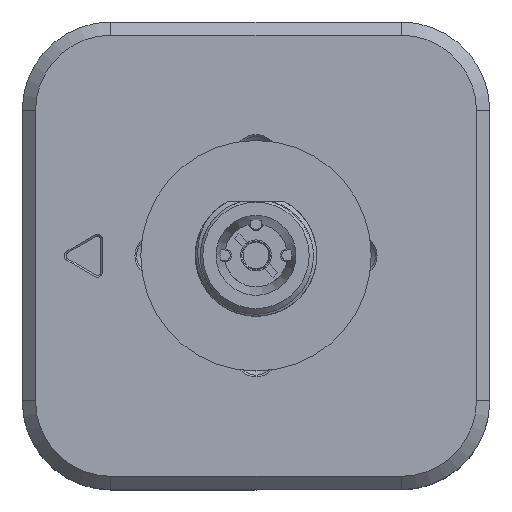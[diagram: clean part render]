
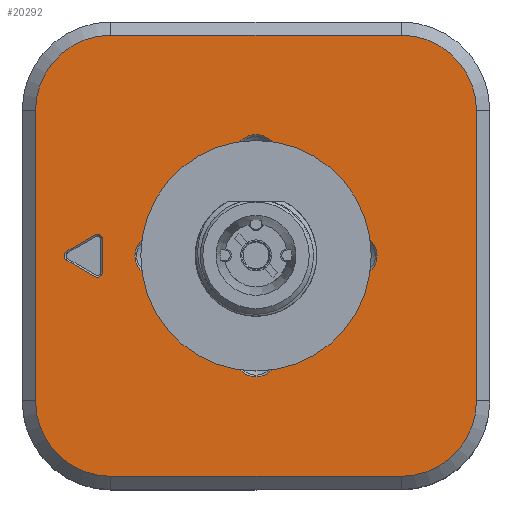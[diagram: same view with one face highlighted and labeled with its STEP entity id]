
A CAD part, top view. The second image highlights one B-rep face of the part: STEP entity #20292.
In plain terms, the highlighted planar face has unit normal (0, 0, 1).
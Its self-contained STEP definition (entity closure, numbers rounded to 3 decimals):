
#742=FACE_BOUND('',#7041,.T.);
#743=FACE_BOUND('',#7042,.T.);
#744=FACE_BOUND('',#7043,.T.);
#745=FACE_BOUND('',#7044,.T.);
#746=FACE_BOUND('',#7045,.T.);
#747=FACE_BOUND('',#7046,.T.);
#1512=LINE('',#28535,#3432);
#1513=LINE('',#28539,#3433);
#1514=LINE('',#28543,#3434);
#1515=LINE('',#28547,#3435);
#1516=LINE('',#28555,#3436);
#1517=LINE('',#28559,#3437);
#1518=LINE('',#28563,#3438);
#3432=VECTOR('',#23330,10.);
#3433=VECTOR('',#23333,10.);
#3434=VECTOR('',#23336,10.);
#3435=VECTOR('',#23339,10.);
#3436=VECTOR('',#23346,10.);
#3437=VECTOR('',#23349,10.);
#3438=VECTOR('',#23352,10.);
#5261=PLANE('',#21603);
#5852=FACE_OUTER_BOUND('',#7040,.T.);
#7040=EDGE_LOOP('',(#14188,#14189,#14190,#14191,#14192,#14193,#14194,#14195));
#7041=EDGE_LOOP('',(#14196));
#7042=EDGE_LOOP('',(#14197));
#7043=EDGE_LOOP('',(#14198,#14199,#14200,#14201,#14202,#14203));
#7044=EDGE_LOOP('',(#14204));
#7045=EDGE_LOOP('',(#14205));
#7046=EDGE_LOOP('',(#14206));
#8329=CIRCLE('',#21601,4.825);
#8331=CIRCLE('',#21604,17.);
#8332=CIRCLE('',#21605,17.);
#8333=CIRCLE('',#21606,17.);
#8334=CIRCLE('',#21607,17.);
#8335=CIRCLE('',#21608,4.825);
#8336=CIRCLE('',#21609,4.825);
#8337=CIRCLE('',#21610,1.2);
#8338=CIRCLE('',#21611,1.2);
#8339=CIRCLE('',#21612,1.2);
#8340=CIRCLE('',#21613,9.5);
#8341=CIRCLE('',#21614,4.825);
#8986=VERTEX_POINT('',#28527);
#8988=VERTEX_POINT('',#28533);
#8989=VERTEX_POINT('',#28534);
#8990=VERTEX_POINT('',#28536);
#8991=VERTEX_POINT('',#28538);
#8992=VERTEX_POINT('',#28540);
#8993=VERTEX_POINT('',#28542);
#8994=VERTEX_POINT('',#28544);
#8995=VERTEX_POINT('',#28546);
#8996=VERTEX_POINT('',#28549);
#8997=VERTEX_POINT('',#28551);
#8998=VERTEX_POINT('',#28553);
#8999=VERTEX_POINT('',#28554);
#9000=VERTEX_POINT('',#28556);
#9001=VERTEX_POINT('',#28558);
#9002=VERTEX_POINT('',#28560);
#9003=VERTEX_POINT('',#28562);
#9004=VERTEX_POINT('',#28565);
#9005=VERTEX_POINT('',#28567);
#11015=EDGE_CURVE('',#8986,#8986,#8329,.T.);
#11018=EDGE_CURVE('',#8988,#8989,#1512,.T.);
#11019=EDGE_CURVE('',#8990,#8988,#8331,.T.);
#11020=EDGE_CURVE('',#8991,#8990,#1513,.T.);
#11021=EDGE_CURVE('',#8992,#8991,#8332,.T.);
#11022=EDGE_CURVE('',#8993,#8992,#1514,.T.);
#11023=EDGE_CURVE('',#8994,#8993,#8333,.T.);
#11024=EDGE_CURVE('',#8995,#8994,#1515,.T.);
#11025=EDGE_CURVE('',#8989,#8995,#8334,.T.);
#11026=EDGE_CURVE('',#8996,#8996,#8335,.T.);
#11027=EDGE_CURVE('',#8997,#8997,#8336,.T.);
#11028=EDGE_CURVE('',#8998,#8999,#1516,.T.);
#11029=EDGE_CURVE('',#9000,#8998,#8337,.T.);
#11030=EDGE_CURVE('',#9001,#9000,#1517,.T.);
#11031=EDGE_CURVE('',#9002,#9001,#8338,.T.);
#11032=EDGE_CURVE('',#9003,#9002,#1518,.T.);
#11033=EDGE_CURVE('',#8999,#9003,#8339,.T.);
#11034=EDGE_CURVE('',#9004,#9004,#8340,.T.);
#11035=EDGE_CURVE('',#9005,#9005,#8341,.T.);
#14188=ORIENTED_EDGE('',*,*,#11018,.F.);
#14189=ORIENTED_EDGE('',*,*,#11019,.F.);
#14190=ORIENTED_EDGE('',*,*,#11020,.F.);
#14191=ORIENTED_EDGE('',*,*,#11021,.F.);
#14192=ORIENTED_EDGE('',*,*,#11022,.F.);
#14193=ORIENTED_EDGE('',*,*,#11023,.F.);
#14194=ORIENTED_EDGE('',*,*,#11024,.F.);
#14195=ORIENTED_EDGE('',*,*,#11025,.F.);
#14196=ORIENTED_EDGE('',*,*,#11026,.F.);
#14197=ORIENTED_EDGE('',*,*,#11027,.F.);
#14198=ORIENTED_EDGE('',*,*,#11028,.F.);
#14199=ORIENTED_EDGE('',*,*,#11029,.F.);
#14200=ORIENTED_EDGE('',*,*,#11030,.F.);
#14201=ORIENTED_EDGE('',*,*,#11031,.F.);
#14202=ORIENTED_EDGE('',*,*,#11032,.F.);
#14203=ORIENTED_EDGE('',*,*,#11033,.F.);
#14204=ORIENTED_EDGE('',*,*,#11034,.T.);
#14205=ORIENTED_EDGE('',*,*,#11035,.F.);
#14206=ORIENTED_EDGE('',*,*,#11015,.F.);
#20292=ADVANCED_FACE('',(#5852,#742,#743,#744,#745,#746,#747),#5261,.T.);
#21601=AXIS2_PLACEMENT_3D('',#28528,#23323,#23324);
#21603=AXIS2_PLACEMENT_3D('',#28532,#23328,#23329);
#21604=AXIS2_PLACEMENT_3D('',#28537,#23331,#23332);
#21605=AXIS2_PLACEMENT_3D('',#28541,#23334,#23335);
#21606=AXIS2_PLACEMENT_3D('',#28545,#23337,#23338);
#21607=AXIS2_PLACEMENT_3D('',#28548,#23340,#23341);
#21608=AXIS2_PLACEMENT_3D('',#28550,#23342,#23343);
#21609=AXIS2_PLACEMENT_3D('',#28552,#23344,#23345);
#21610=AXIS2_PLACEMENT_3D('',#28557,#23347,#23348);
#21611=AXIS2_PLACEMENT_3D('',#28561,#23350,#23351);
#21612=AXIS2_PLACEMENT_3D('',#28564,#23353,#23354);
#21613=AXIS2_PLACEMENT_3D('',#28566,#23355,#23356);
#21614=AXIS2_PLACEMENT_3D('',#28568,#23357,#23358);
#23323=DIRECTION('center_axis',(0.,0.,1.));
#23324=DIRECTION('ref_axis',(-1.,0.,0.));
#23328=DIRECTION('center_axis',(0.,0.,1.));
#23329=DIRECTION('ref_axis',(-1.,0.,0.));
#23330=DIRECTION('',(1.,0.,0.));
#23331=DIRECTION('center_axis',(0.,0.,-1.));
#23332=DIRECTION('ref_axis',(0.,1.,0.));
#23333=DIRECTION('',(0.,1.,0.));
#23334=DIRECTION('center_axis',(0.,0.,-1.));
#23335=DIRECTION('ref_axis',(-1.,0.,0.));
#23336=DIRECTION('',(-1.,0.,0.));
#23337=DIRECTION('center_axis',(0.,0.,-1.));
#23338=DIRECTION('ref_axis',(0.,-1.,0.));
#23339=DIRECTION('',(0.,-1.,0.));
#23340=DIRECTION('center_axis',(0.,0.,-1.));
#23341=DIRECTION('ref_axis',(1.,0.,0.));
#23342=DIRECTION('center_axis',(0.,0.,1.));
#23343=DIRECTION('ref_axis',(-1.,0.,0.));
#23344=DIRECTION('center_axis',(0.,0.,1.));
#23345=DIRECTION('ref_axis',(-1.,0.,0.));
#23346=DIRECTION('',(-0.866,-0.5,0.));
#23347=DIRECTION('center_axis',(0.,0.,1.));
#23348=DIRECTION('ref_axis',(1.,0.,0.));
#23349=DIRECTION('',(0.,1.,0.));
#23350=DIRECTION('center_axis',(0.,0.,1.));
#23351=DIRECTION('ref_axis',(-0.5,-0.866,0.));
#23352=DIRECTION('',(0.866,-0.5,0.));
#23353=DIRECTION('center_axis',(0.,0.,1.));
#23354=DIRECTION('ref_axis',(-0.5,0.866,0.));
#23355=DIRECTION('center_axis',(0.,0.,-1.));
#23356=DIRECTION('ref_axis',(-1.,0.,0.));
#23357=DIRECTION('center_axis',(0.,0.,1.));
#23358=DIRECTION('ref_axis',(-1.,0.,0.));
#28527=CARTESIAN_POINT('',(4.825,-22.5,47.7));
#28528=CARTESIAN_POINT('Origin',(0.,-22.5,
47.7));
#28532=CARTESIAN_POINT('Origin',(0.,0.,
47.7));
#28533=CARTESIAN_POINT('',(-32.75,49.75,47.7));
#28534=CARTESIAN_POINT('',(32.75,49.75,47.7));
#28535=CARTESIAN_POINT('',(-16.375,49.75,47.7));
#28536=CARTESIAN_POINT('',(-49.75,32.75,47.7));
#28537=CARTESIAN_POINT('Origin',(-32.75,32.75,47.7));
#28538=CARTESIAN_POINT('',(-49.75,-32.75,47.7));
#28539=CARTESIAN_POINT('',(-49.75,-16.375,47.7));
#28540=CARTESIAN_POINT('',(-32.75,-49.75,47.7));
#28541=CARTESIAN_POINT('Origin',(-32.75,-32.75,47.7));
#28542=CARTESIAN_POINT('',(32.75,-49.75,47.7));
#28543=CARTESIAN_POINT('',(16.375,-49.75,47.7));
#28544=CARTESIAN_POINT('',(49.75,-32.75,47.7));
#28545=CARTESIAN_POINT('Origin',(32.75,-32.75,47.7));
#28546=CARTESIAN_POINT('',(49.75,32.75,47.7));
#28547=CARTESIAN_POINT('',(49.75,16.375,47.7));
#28548=CARTESIAN_POINT('Origin',(32.75,32.75,47.7));
#28549=CARTESIAN_POINT('',(-17.675,0.,47.7));
#28550=CARTESIAN_POINT('Origin',(-22.5,0.,
47.7));
#28551=CARTESIAN_POINT('',(4.825,22.5,47.7));
#28552=CARTESIAN_POINT('Origin',(0.,22.5,47.7));
#28553=CARTESIAN_POINT('',(-36.4,4.654,47.7));
#28554=CARTESIAN_POINT('',(-42.66,1.039,47.7));
#28555=CARTESIAN_POINT('',(-26.888,10.146,47.7));
#28556=CARTESIAN_POINT('',(-34.6,3.614,47.7));
#28557=CARTESIAN_POINT('Origin',(-35.8,3.614,47.7));
#28558=CARTESIAN_POINT('',(-34.6,-3.614,47.7));
#28559=CARTESIAN_POINT('',(-34.6,1.807,47.7));
#28560=CARTESIAN_POINT('',(-36.4,-4.654,47.7));
#28561=CARTESIAN_POINT('Origin',(-35.8,-3.614,47.7));
#28562=CARTESIAN_POINT('',(-42.66,-1.039,47.7));
#28563=CARTESIAN_POINT('',(-23.758,-11.953,47.7));
#28564=CARTESIAN_POINT('Origin',(-42.06,0.,
47.7));
#28565=CARTESIAN_POINT('',(9.5,0.,47.7));
#28566=CARTESIAN_POINT('Origin',(0.,0.,
47.7));
#28567=CARTESIAN_POINT('',(27.325,0.,47.7));
#28568=CARTESIAN_POINT('Origin',(22.5,0.,
47.7));
